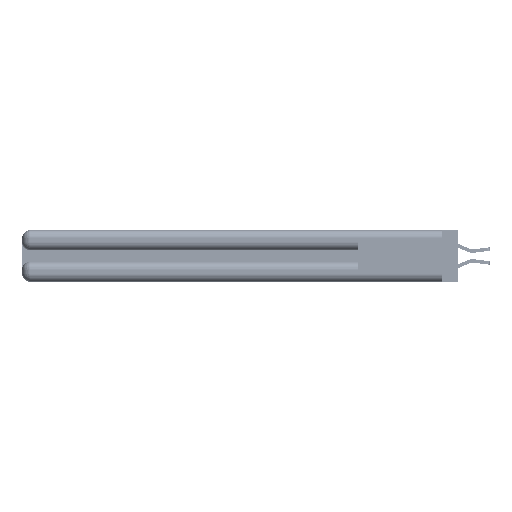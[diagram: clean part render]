
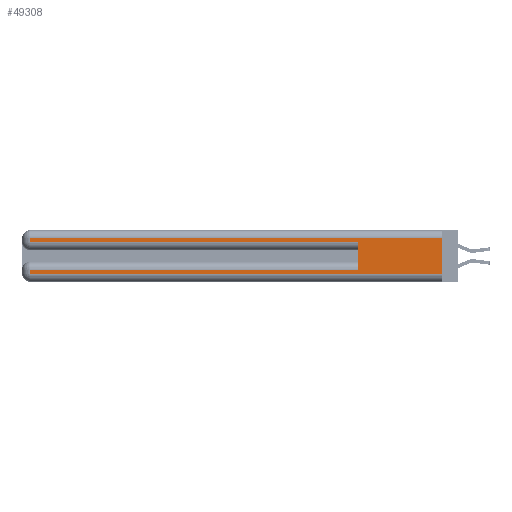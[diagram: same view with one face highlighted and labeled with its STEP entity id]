
A CAD part, left-side view. The second image highlights one B-rep face of the part: STEP entity #49308.
In plain terms, the highlighted planar face has unit normal (-1, 0, 0).
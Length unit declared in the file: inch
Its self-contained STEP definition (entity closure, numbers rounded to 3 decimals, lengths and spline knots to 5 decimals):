
#598 = LINE ( 'NONE', #27021, #33870 ) ;
#4648 = CARTESIAN_POINT ( 'NONE',  ( 0., 0., 0.085 ) ) ;
#4803 = CARTESIAN_POINT ( 'NONE',  ( 0., 2.94, 0.37 ) ) ;
#5453 = LINE ( 'NONE', #42857, #15653 ) ;
#5750 = LINE ( 'NONE', #40560, #28849 ) ;
#5871 = DIRECTION ( 'NONE',  ( 0., -1., 0. ) ) ;
#6651 = EDGE_LOOP ( 'NONE', ( #32260, #42038, #52330, #55838, #43020, #21106, #51193, #44955 ) ) ;
#8008 = LINE ( 'NONE', #4803, #52811 ) ;
#8252 = VERTEX_POINT ( 'NONE', #41824 ) ;
#8285 = CARTESIAN_POINT ( 'NONE',  ( 0., 0., 0.06 ) ) ;
#9104 = EDGE_CURVE ( 'NONE', #43860, #33689, #5453, .T. ) ;
#11878 = VECTOR ( 'NONE', #13792, 39.37008 ) ;
#12009 = DIRECTION ( 'NONE',  ( 0., 0., -1. ) ) ;
#12477 = CARTESIAN_POINT ( 'NONE',  ( 0., 0., 0.37 ) ) ;
#13792 = DIRECTION ( 'NONE',  ( 0., 0., -1. ) ) ;
#14585 = EDGE_CURVE ( 'NONE', #8252, #22043, #27476, .T. ) ;
#15653 = VECTOR ( 'NONE', #47208, 39.37008 ) ;
#16070 = CARTESIAN_POINT ( 'NONE',  ( 0., 2.94, 0.285 ) ) ;
#17010 = PLANE ( 'NONE',  #25331 ) ;
#17800 = CARTESIAN_POINT ( 'NONE',  ( 0., 0.6, 0.085 ) ) ;
#19062 = VERTEX_POINT ( 'NONE', #31924 ) ;
#19506 = LINE ( 'NONE', #46502, #52753 ) ;
#21106 = ORIENTED_EDGE ( 'NONE', *, *, #33955, .T. ) ;
#21371 = DIRECTION ( 'NONE',  ( 1., 0., 0. ) ) ;
#22043 = VERTEX_POINT ( 'NONE', #8285 ) ;
#22092 = DIRECTION ( 'NONE',  ( 0., 1., 0. ) ) ;
#24443 = CARTESIAN_POINT ( 'NONE',  ( 0., 0., 0.285 ) ) ;
#24765 = CARTESIAN_POINT ( 'NONE',  ( 0., 0.6, 0.285 ) ) ;
#25331 = AXIS2_PLACEMENT_3D ( 'NONE', #12477, #21371, #51691 ) ;
#26186 = LINE ( 'NONE', #24443, #52629 ) ;
#27021 = CARTESIAN_POINT ( 'NONE',  ( 0., 0., 0.31 ) ) ;
#27476 = LINE ( 'NONE', #39730, #11878 ) ;
#28849 = VECTOR ( 'NONE', #5871, 39.37008 ) ;
#30693 = EDGE_CURVE ( 'NONE', #8252, #39825, #598, .T. ) ;
#31362 = DIRECTION ( 'NONE',  ( 0., 1., 0. ) ) ;
#31924 = CARTESIAN_POINT ( 'NONE',  ( 0., 2.94, 0.06 ) ) ;
#31991 = VECTOR ( 'NONE', #22092, 39.37008 ) ;
#32260 = ORIENTED_EDGE ( 'NONE', *, *, #14585, .F. ) ;
#33361 = LINE ( 'NONE', #4648, #31991 ) ;
#33689 = VERTEX_POINT ( 'NONE', #24765 ) ;
#33870 = VECTOR ( 'NONE', #31362, 39.37008 ) ;
#33955 = EDGE_CURVE ( 'NONE', #43860, #39920, #33361, .T. ) ;
#36751 = CARTESIAN_POINT ( 'NONE',  ( 0., 2.94, 0.31 ) ) ;
#39476 = DIRECTION ( 'NONE',  ( 0., 0., -1. ) ) ;
#39730 = CARTESIAN_POINT ( 'NONE',  ( 0., 0., 0.37 ) ) ;
#39825 = VERTEX_POINT ( 'NONE', #36751 ) ;
#39920 = VERTEX_POINT ( 'NONE', #50185 ) ;
#40560 = CARTESIAN_POINT ( 'NONE',  ( 0., 0., 0.06 ) ) ;
#41824 = CARTESIAN_POINT ( 'NONE',  ( 0., 0., 0.31 ) ) ;
#42038 = ORIENTED_EDGE ( 'NONE', *, *, #30693, .T. ) ;
#42857 = CARTESIAN_POINT ( 'NONE',  ( 0., 0.6, 0.145 ) ) ;
#43020 = ORIENTED_EDGE ( 'NONE', *, *, #9104, .F. ) ;
#43860 = VERTEX_POINT ( 'NONE', #17800 ) ;
#44744 = FACE_OUTER_BOUND ( 'NONE', #6651, .T. ) ;
#44955 = ORIENTED_EDGE ( 'NONE', *, *, #54354, .T. ) ;
#45634 = EDGE_CURVE ( 'NONE', #46280, #33689, #26186, .T. ) ;
#46280 = VERTEX_POINT ( 'NONE', #16070 ) ;
#46502 = CARTESIAN_POINT ( 'NONE',  ( 0., 2.94, 0.37 ) ) ;
#47208 = DIRECTION ( 'NONE',  ( 0., 0., 1. ) ) ;
#49308 = ADVANCED_FACE ( 'NONE', ( #44744 ), #17010, .F. ) ;
#50038 = EDGE_CURVE ( 'NONE', #39920, #19062, #8008, .T. ) ;
#50185 = CARTESIAN_POINT ( 'NONE',  ( 0., 2.94, 0.085 ) ) ;
#50458 = EDGE_CURVE ( 'NONE', #39825, #46280, #19506, .T. ) ;
#51193 = ORIENTED_EDGE ( 'NONE', *, *, #50038, .T. ) ;
#51691 = DIRECTION ( 'NONE',  ( 0., 0., -1. ) ) ;
#52330 = ORIENTED_EDGE ( 'NONE', *, *, #50458, .T. ) ;
#52629 = VECTOR ( 'NONE', #54990, 39.37008 ) ;
#52753 = VECTOR ( 'NONE', #12009, 39.37008 ) ;
#52811 = VECTOR ( 'NONE', #39476, 39.37008 ) ;
#54354 = EDGE_CURVE ( 'NONE', #19062, #22043, #5750, .T. ) ;
#54990 = DIRECTION ( 'NONE',  ( 0., -1., 0. ) ) ;
#55838 = ORIENTED_EDGE ( 'NONE', *, *, #45634, .T. ) ;
